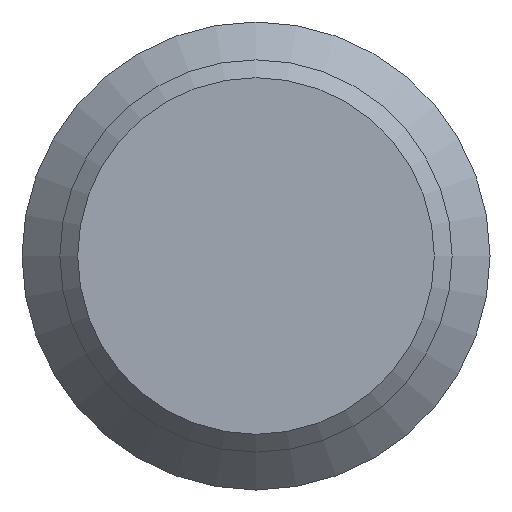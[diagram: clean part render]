
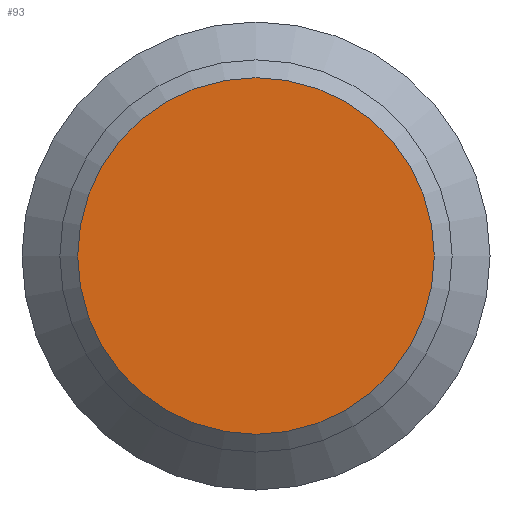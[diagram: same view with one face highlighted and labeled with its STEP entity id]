
A CAD part, left-side view. The second image highlights one B-rep face of the part: STEP entity #93.
In plain terms, the highlighted planar face has unit normal (-1, 0, 0).
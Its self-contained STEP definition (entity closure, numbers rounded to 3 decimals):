
#32=FACE_OUTER_BOUND('',#38,.T.);
#38=EDGE_LOOP('',(#85));
#45=CIRCLE('',#119,4.);
#52=VERTEX_POINT('',#174);
#63=EDGE_CURVE('',#52,#52,#45,.T.);
#85=ORIENTED_EDGE('',*,*,#63,.T.);
#87=PLANE('',#120);
#93=ADVANCED_FACE('',(#32),#87,.T.);
#119=AXIS2_PLACEMENT_3D('',#176,#149,#150);
#120=AXIS2_PLACEMENT_3D('',#177,#151,#152);
#149=DIRECTION('center_axis',(-1.,0.,0.));
#150=DIRECTION('ref_axis',(0.,1.,0.));
#151=DIRECTION('center_axis',(-1.,0.,0.));
#152=DIRECTION('ref_axis',(0.,-1.,0.));
#174=CARTESIAN_POINT('',(-2.,0.,4.));
#176=CARTESIAN_POINT('Origin',(-2.,0.,0.));
#177=CARTESIAN_POINT('Origin',(-2.,0.,0.));
